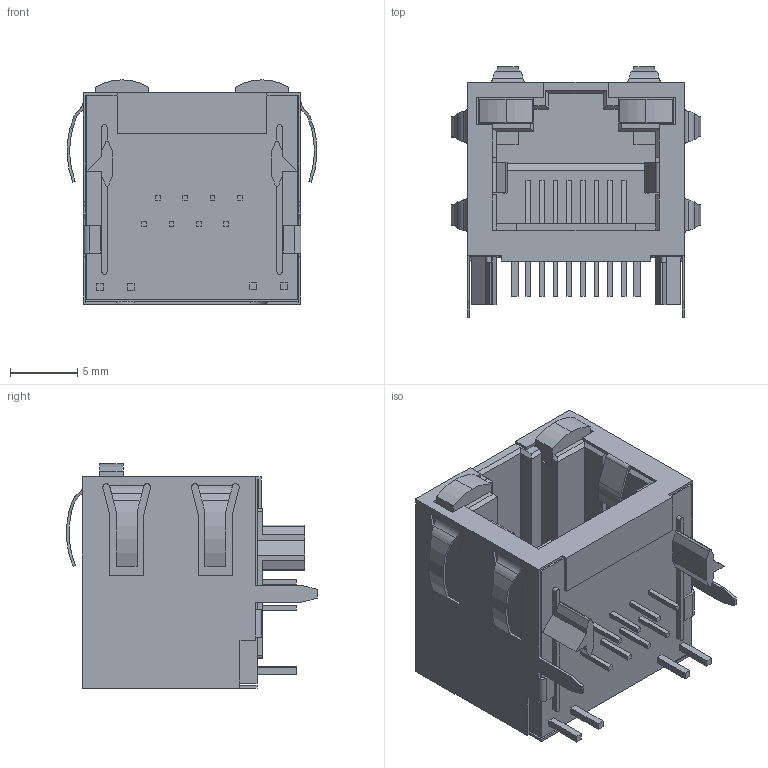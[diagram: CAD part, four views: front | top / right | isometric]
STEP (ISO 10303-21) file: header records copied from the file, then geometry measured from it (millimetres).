
FILE_DESCRIPTION (( 'STEP AP214' ), '1' );
FILE_NAME ('406549.step', '2011-05-17T08:49:59', ( 'vpeshkov' ), ( 'licard' ), 'SwSTEP 2.0', 'SolidWorks 2009', '' );
FILE_SCHEMA (( 'AUTOMOTIVE_DESIGN' ));
Length unit declared in the file: millimetre
Products named in the file (1): 406549
Bounding box: 18.62 x 18.7 x 16.72 mm (x, y, z)
Volume: 2203.6 mm3; surface area: 3437.4 mm2
Topology: 1 solids, 1 shells, 440 faces, 1232 edges, 810 vertices
Faces by surface type: plane 352, cylinder 88
Entity records: 15732 total; most frequent: CARTESIAN_POINT 3273, ORIENTED_EDGE 2464, DIRECTION 2064, EDGE_CURVE 1232, VECTOR 986, LINE 986, VERTEX_POINT 810, AXIS2_PLACEMENT_3D 539
